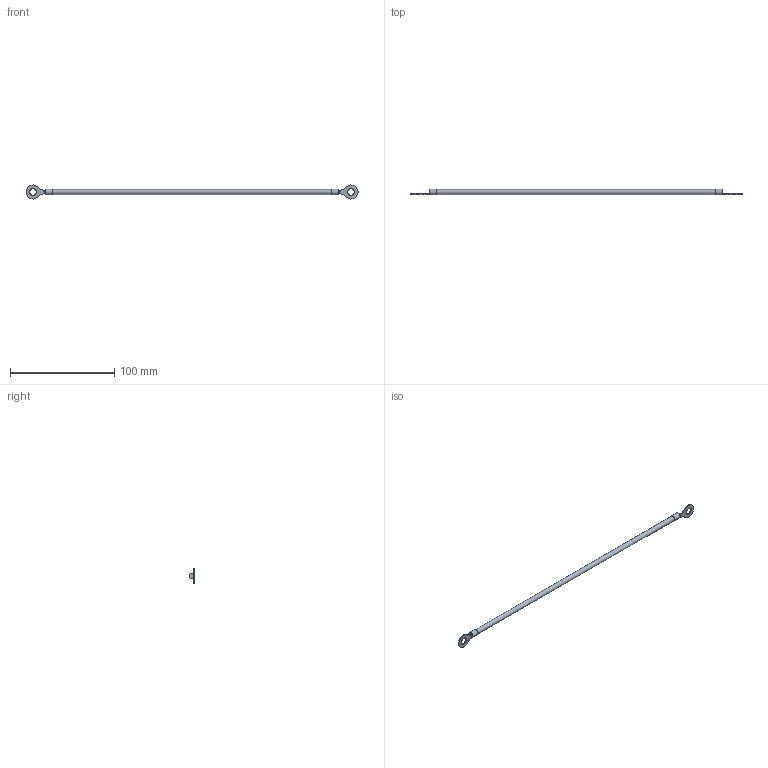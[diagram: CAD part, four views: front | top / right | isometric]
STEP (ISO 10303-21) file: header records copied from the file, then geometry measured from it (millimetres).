
FILE_DESCRIPTION(/* description */ (''),/* implementation_level */ '2;1');
FILE_NAME(/* name */ 'STEP''s\GRDKIT03.stp',/* time_stamp */ '2015-03-13T11:46:03-04:00',/* author */ ('tfoster'),/* organization */ (''),/* preprocessor_version */ 'ST-DEVELOPER v15.6',/* originating_system */ 'Autodesk Inventor 2015',/* authorisation */ '');
FILE_SCHEMA (('AUTOMOTIVE_DESIGN { 1 0 10303 214 3 1 1 }'));
Length unit declared in the file: millimetre
Products named in the file (1): GRDKIT03
Bounding box: 318.21 x 5.5 x 13.45 mm (x, y, z)
Volume: 5450.2 mm3; surface area: 4989.7 mm2
Topology: 1 solids, 1 shells, 27 faces, 63 edges, 42 vertices
Faces by surface type: cylinder 13, plane 8, bspline 6
Full cylindrical faces by diameter (mm): 4.826 x1, 5.5 x2, 6.604 x2
Entity records: 924 total; most frequent: CARTESIAN_POINT 226, DIRECTION 134, ORIENTED_EDGE 116, EDGE_CURVE 58, AXIS2_PLACEMENT_3D 54, VERTEX_POINT 42, EDGE_LOOP 40, CIRCLE 32
